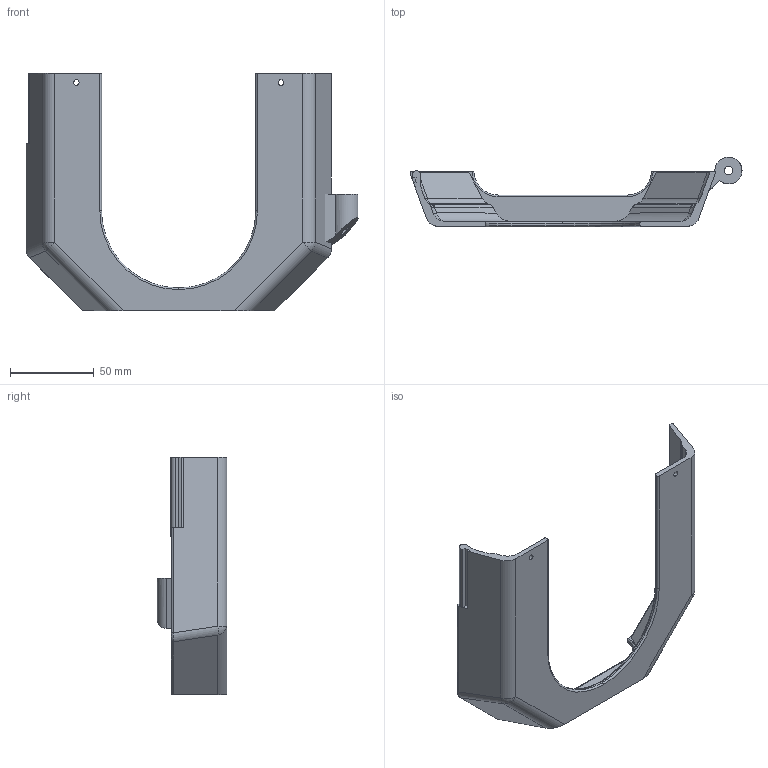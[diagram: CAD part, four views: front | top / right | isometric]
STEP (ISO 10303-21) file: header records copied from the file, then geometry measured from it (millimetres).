
FILE_DESCRIPTION(('FreeCAD Model'),'2;1');
FILE_NAME( 'LowerBack.step', '2018-03-19T19:35:18',('Author'),(''), 'Open CASCADE STEP processor 6.9','FreeCAD','Unknown');
FILE_SCHEMA(('AUTOMOTIVE_DESIGN_CC2 { 1 2 10303 214 -1 1 5 4 }'));
Length unit declared in the file: millimetre
Products named in the file (2): ASSEMBLY; LowerBack
Assembly tree (1 placements, depth 2):
  ASSEMBLY
    LowerBack
Bounding box: 198.07 x 41.5 x 141.5 mm (x, y, z)
Volume: 78351.5 mm3; surface area: 46188.3 mm2
Topology: 1 solids, 1 shells, 114 faces, 296 edges, 180 vertices
Faces by surface type: plane 45, cylinder 43, bspline 16, torus 6, sphere 4
Full cylindrical faces by diameter (mm): 5.2 x1
Entity records: 11285 total; most frequent: CARTESIAN_POINT 5840, DIRECTION 901, ORIENTED_EDGE 584, PCURVE 584, DEFINITIONAL_REPRESENTATION 584, LINE 515, VECTOR 515, EDGE_CURVE 292
